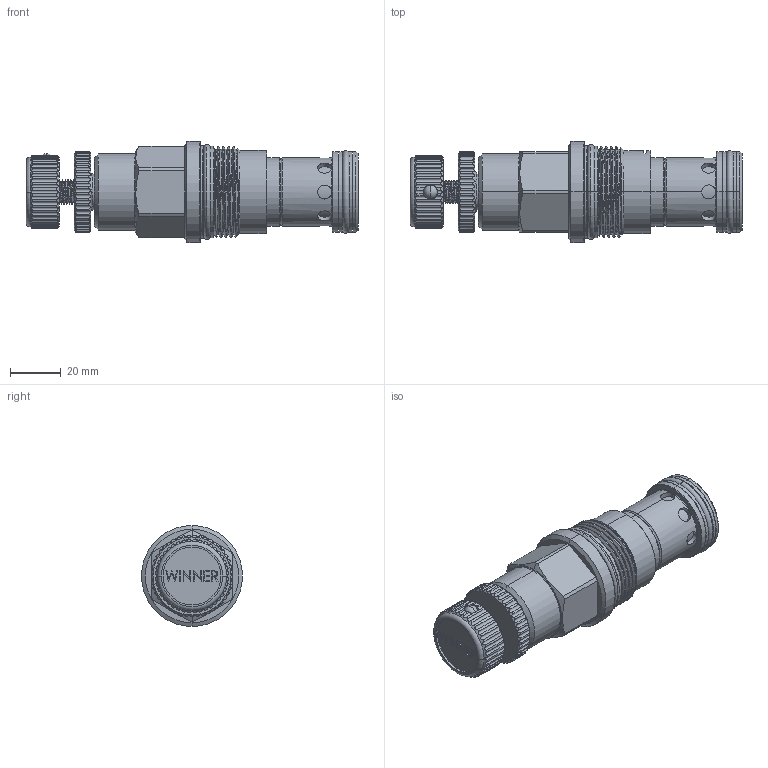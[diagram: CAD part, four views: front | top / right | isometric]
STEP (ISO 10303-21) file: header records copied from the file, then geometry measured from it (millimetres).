
FILE_DESCRIPTION (( 'STEP AP203' ), '1' );
FILE_NAME ('FR16A2F-K.STEP', '2021-06-30T01:46:23', ( '' ), ( '' ), 'SwSTEP 2.0', 'SolidWorks 2018', '' );
FILE_SCHEMA (( 'CONFIG_CONTROL_DESIGN' ));
Length unit declared in the file: millimetre
Products named in the file (1): FR16A2F-K
Bounding box: 130.39 x 39.67 x 39.67 mm (x, y, z)
Volume: 93940.8 mm3; surface area: 22154.1 mm2
Topology: 2 solids, 2 shells, 526 faces, 1395 edges, 909 vertices
Faces by surface type: cylinder 332, plane 113, cone 33, torus 32, bspline 14, sphere 2
Entity records: 27331 total; most frequent: CARTESIAN_POINT 14743, ORIENTED_EDGE 2790, DIRECTION 2406, EDGE_CURVE 1395, AXIS2_PLACEMENT_3D 913, VERTEX_POINT 909, VECTOR 580, LINE 580
